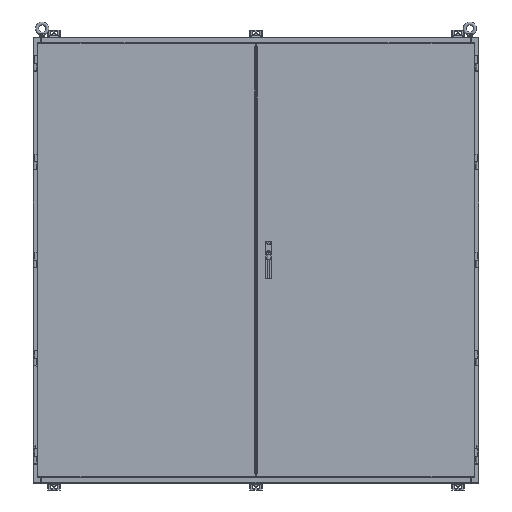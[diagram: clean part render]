
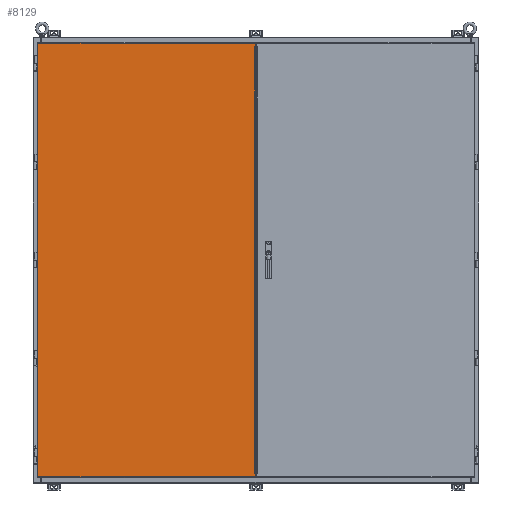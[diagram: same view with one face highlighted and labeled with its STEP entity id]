
A CAD part, front view. The second image highlights one B-rep face of the part: STEP entity #8129.
In plain terms, the highlighted planar face has unit normal (0, -1, 0).
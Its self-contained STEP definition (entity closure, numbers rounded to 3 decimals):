
#8129 = ADVANCED_FACE( '', ( #16828 ), #16829, .T. );
#16828 = FACE_OUTER_BOUND( '', #29334, .T. );
#16829 = PLANE( '', #29335 );
#29334 = EDGE_LOOP( '', ( #56411, #56412, #56413, #56414, #56415, #56416, #56417, #56418, #56419, #56420 ) );
#29335 = AXIS2_PLACEMENT_3D( '', #56421, #56422, #56423 );
#56411 = ORIENTED_EDGE( '', *, *, #65874, .F. );
#56412 = ORIENTED_EDGE( '', *, *, #64963, .T. );
#56413 = ORIENTED_EDGE( '', *, *, #68922, .T. );
#56414 = ORIENTED_EDGE( '', *, *, #68451, .T. );
#56415 = ORIENTED_EDGE( '', *, *, #68156, .T. );
#56416 = ORIENTED_EDGE( '', *, *, #61094, .T. );
#56417 = ORIENTED_EDGE( '', *, *, #68923, .T. );
#56418 = ORIENTED_EDGE( '', *, *, #68924, .F. );
#56419 = ORIENTED_EDGE( '', *, *, #66215, .F. );
#56420 = ORIENTED_EDGE( '', *, *, #65502, .T. );
#56421 = CARTESIAN_POINT( '', ( 0., 0., 0. ) );
#56422 = DIRECTION( '', ( 0., -1., 0. ) );
#56423 = DIRECTION( '', ( 0., 0., -1. ) );
#61094 = EDGE_CURVE( '', #70155, #70160, #70162, .T. );
#64963 = EDGE_CURVE( '', #76690, #76688, #76691, .T. );
#65502 = EDGE_CURVE( '', #77472, #77470, #77473, .T. );
#65874 = EDGE_CURVE( '', #76690, #77470, #77996, .T. );
#66215 = EDGE_CURVE( '', #77472, #78448, #78449, .T. );
#68156 = EDGE_CURVE( '', #80276, #70155, #80939, .T. );
#68451 = EDGE_CURVE( '', #81280, #80276, #81282, .T. );
#68922 = EDGE_CURVE( '', #76688, #81280, #81813, .T. );
#68923 = EDGE_CURVE( '', #70160, #81814, #81815, .T. );
#68924 = EDGE_CURVE( '', #78448, #81814, #81816, .T. );
#70155 = VERTEX_POINT( '', #83999 );
#70160 = VERTEX_POINT( '', #84014 );
#70162 = LINE( '', #84016, #84017 );
#76688 = VERTEX_POINT( '', #103208 );
#76690 = VERTEX_POINT( '', #103211 );
#76691 = LINE( '', #103212, #103213 );
#77470 = VERTEX_POINT( '', #105408 );
#77472 = VERTEX_POINT( '', #105410 );
#77473 = LINE( '', #105411, #105412 );
#77996 = LINE( '', #106760, #106761 );
#78448 = VERTEX_POINT( '', #107902 );
#78449 = LINE( '', #107903, #107904 );
#80276 = VERTEX_POINT( '', #113178 );
#80939 = LINE( '', #114802, #114803 );
#81280 = VERTEX_POINT( '', #115729 );
#81282 = LINE( '', #115731, #115732 );
#81813 = LINE( '', #117162, #117163 );
#81814 = VERTEX_POINT( '', #117164 );
#81815 = LINE( '', #117165, #117166 );
#81816 = LINE( '', #117167, #117168 );
#83999 = CARTESIAN_POINT( '', ( -444.513, 0., -888.695 ) );
#84014 = CARTESIAN_POINT( '', ( 447.993, 0., -888.695 ) );
#84016 = CARTESIAN_POINT( '', ( 447.993, 0., -888.695 ) );
#84017 = VECTOR( '', #118249, 1000. );
#103208 = CARTESIAN_POINT( '', ( 447.993, 0., 874.067 ) );
#103211 = CARTESIAN_POINT( '', ( 444.513, 0., 874.067 ) );
#103212 = CARTESIAN_POINT( '', ( 447.993, 0., 874.067 ) );
#103213 = VECTOR( '', #120413, 1000. );
#105408 = CARTESIAN_POINT( '', ( 444.513, 0., 874.065 ) );
#105410 = CARTESIAN_POINT( '', ( 444.513, 0., -874.065 ) );
#105411 = CARTESIAN_POINT( '', ( 444.513, 0., -874.065 ) );
#105412 = VECTOR( '', #120744, 1000. );
#106760 = CARTESIAN_POINT( '', ( 444.513, 0., -874.067 ) );
#106761 = VECTOR( '', #120954, 1000. );
#107902 = CARTESIAN_POINT( '', ( 444.513, 0., -874.067 ) );
#107903 = CARTESIAN_POINT( '', ( 444.513, 0., -874.067 ) );
#107904 = VECTOR( '', #121166, 1000. );
#113178 = CARTESIAN_POINT( '', ( -444.513, 0., 888.695 ) );
#114802 = CARTESIAN_POINT( '', ( -444.513, 0., -892.175 ) );
#114803 = VECTOR( '', #122059, 1000. );
#115729 = CARTESIAN_POINT( '', ( 447.993, 0., 888.695 ) );
#115731 = CARTESIAN_POINT( '', ( -447.993, 0., 888.695 ) );
#115732 = VECTOR( '', #122191, 1000. );
#117162 = CARTESIAN_POINT( '', ( 447.993, 0., -892.175 ) );
#117163 = VECTOR( '', #122348, 1000. );
#117164 = CARTESIAN_POINT( '', ( 447.993, 0., -874.067 ) );
#117165 = CARTESIAN_POINT( '', ( 447.993, 0., -892.175 ) );
#117166 = VECTOR( '', #122349, 1000. );
#117167 = CARTESIAN_POINT( '', ( 447.993, 0., -874.067 ) );
#117168 = VECTOR( '', #122350, 1000. );
#118249 = DIRECTION( '', ( 1., 0., 0. ) );
#120413 = DIRECTION( '', ( 1., 0., 0. ) );
#120744 = DIRECTION( '', ( 0., 0., 1. ) );
#120954 = DIRECTION( '', ( 0., 0., -1. ) );
#121166 = DIRECTION( '', ( 0., 0., -1. ) );
#122059 = DIRECTION( '', ( 0., 0., -1. ) );
#122191 = DIRECTION( '', ( -1., 0., 0. ) );
#122348 = DIRECTION( '', ( 0., 0., 1. ) );
#122349 = DIRECTION( '', ( 0., 0., 1. ) );
#122350 = DIRECTION( '', ( 1., 0., 0. ) );
